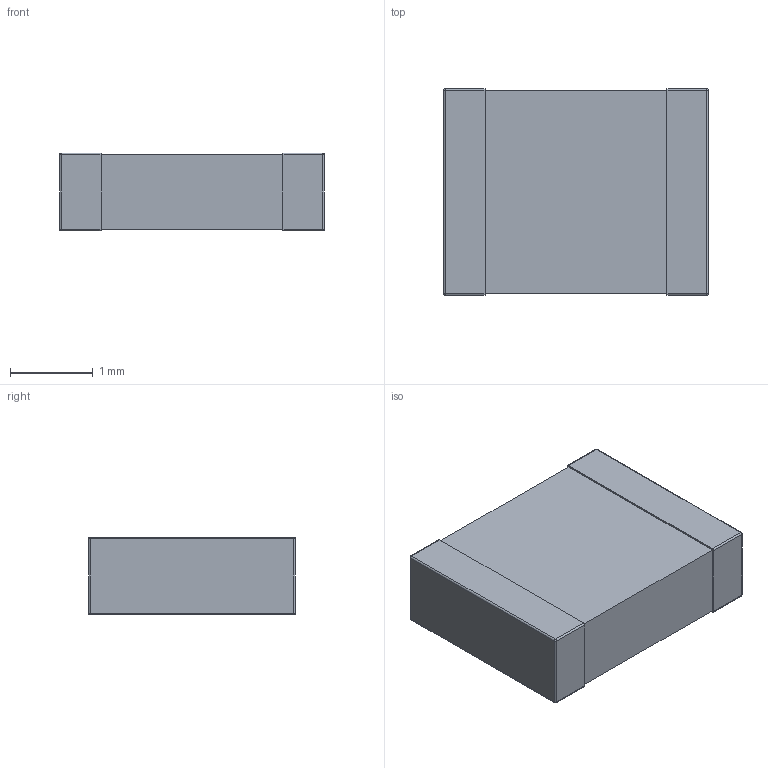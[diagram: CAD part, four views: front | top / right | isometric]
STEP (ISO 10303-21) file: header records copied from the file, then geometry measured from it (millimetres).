
FILE_DESCRIPTION(('FreeCAD Model'),'2;1');
FILE_NAME('cap1210.step', '2017-08-22T12:04:41',('kicad StepUp'),('ksu MCAD'), 'Open CASCADE STEP processor 6.8','FreeCAD','Unknown');
FILE_SCHEMA(('AUTOMOTIVE_DESIGN_CC2 { 1 2 10303 214 -1 1 5 4 }'));
Length unit declared in the file: millimetre
Products named in the file (2): ASSEMBLY; cap1210
Assembly tree (1 placements, depth 2):
  ASSEMBLY
    cap1210
Bounding box: 3.2 x 2.5 x 0.94 mm (x, y, z)
Surface area: 26.5 mm2 (no closed solid volume)
Topology: 0 solids, 1 shells, 40 faces, 92 edges, 48 vertices
Faces by surface type: bspline 24, plane 16
Entity records: 1507 total; most frequent: CARTESIAN_POINT 618, ORIENTED_EDGE 168, EDGE_CURVE 84, B_SPLINE_CURVE_WITH_KNOTS 84, VERTEX_POINT 48, FACE_BOUND 42, EDGE_LOOP 42, ADVANCED_FACE 40
